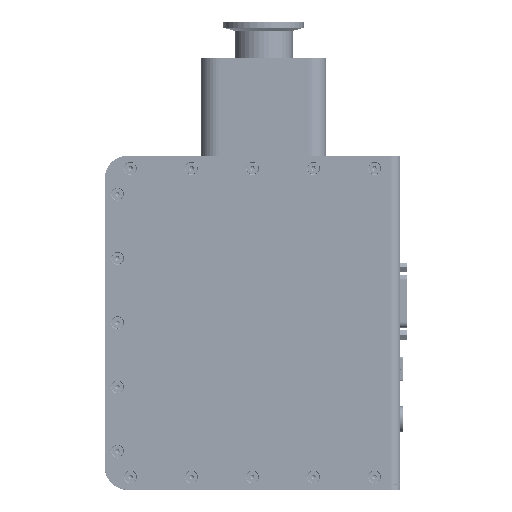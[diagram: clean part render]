
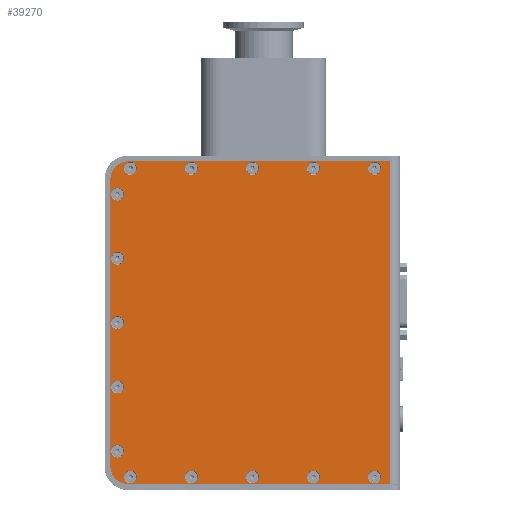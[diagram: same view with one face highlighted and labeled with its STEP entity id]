
A CAD part, top view. The second image highlights one B-rep face of the part: STEP entity #39270.
In plain terms, the highlighted planar face has unit normal (0, 0, 1).
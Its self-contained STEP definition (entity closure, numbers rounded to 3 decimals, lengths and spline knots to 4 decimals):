
#24229=LINE('',#127966,#27397);
#24230=LINE('',#127971,#27398);
#24231=LINE('',#127975,#27399);
#24232=LINE('',#127977,#27400);
#27397=VECTOR('',#94068,1.);
#27398=VECTOR('',#94071,1.);
#27399=VECTOR('',#94074,1.);
#27400=VECTOR('',#94075,1.);
#32781=FACE_BOUND('',#47755,.T.);
#32782=FACE_BOUND('',#47756,.T.);
#32783=FACE_BOUND('',#47757,.T.);
#32784=FACE_BOUND('',#47758,.T.);
#32785=FACE_BOUND('',#47759,.T.);
#32786=FACE_BOUND('',#47760,.T.);
#32787=FACE_BOUND('',#47761,.T.);
#32788=FACE_BOUND('',#47762,.T.);
#32789=FACE_BOUND('',#47763,.T.);
#32790=FACE_BOUND('',#47764,.T.);
#32791=FACE_BOUND('',#47765,.T.);
#32792=FACE_BOUND('',#47766,.T.);
#32793=FACE_BOUND('',#47767,.T.);
#32794=FACE_BOUND('',#47768,.T.);
#32795=FACE_BOUND('',#47769,.T.);
#32796=FACE_BOUND('',#47770,.T.);
#39270=ADVANCED_FACE('',(#32781,#32782,#32783,#32784,#32785,#32786,#32787,
#32788,#32789,#32790,#32791,#32792,#32793,#32794,#32795,#32796),#42588,
 .T.);
#42588=PLANE('',#85003);
#47755=EDGE_LOOP('',(#58095));
#47756=EDGE_LOOP('',(#58096));
#47757=EDGE_LOOP('',(#58097));
#47758=EDGE_LOOP('',(#58098));
#47759=EDGE_LOOP('',(#58099));
#47760=EDGE_LOOP('',(#58100));
#47761=EDGE_LOOP('',(#58101));
#47762=EDGE_LOOP('',(#58102));
#47763=EDGE_LOOP('',(#58103));
#47764=EDGE_LOOP('',(#58104));
#47765=EDGE_LOOP('',(#58105));
#47766=EDGE_LOOP('',(#58106));
#47767=EDGE_LOOP('',(#58107));
#47768=EDGE_LOOP('',(#58108));
#47769=EDGE_LOOP('',(#58109));
#47770=EDGE_LOOP('',(#58110,#58111,#58112,#58113,#58114,#58115));
#53044=CIRCLE('',#84986,0.124);
#53045=CIRCLE('',#84987,0.124);
#53046=CIRCLE('',#84988,0.124);
#53047=CIRCLE('',#84989,0.124);
#53048=CIRCLE('',#84990,0.124);
#53049=CIRCLE('',#84991,0.124);
#53050=CIRCLE('',#84992,0.124);
#53051=CIRCLE('',#84993,0.124);
#53052=CIRCLE('',#84994,0.124);
#53053=CIRCLE('',#84995,0.124);
#53054=CIRCLE('',#84996,0.124);
#53055=CIRCLE('',#84997,0.124);
#53056=CIRCLE('',#84998,0.124);
#53057=CIRCLE('',#84999,0.124);
#53058=CIRCLE('',#85000,0.124);
#53059=CIRCLE('',#85001,0.35);
#53060=CIRCLE('',#85002,0.35);
#58095=ORIENTED_EDGE('',*,*,#77045,.T.);
#58096=ORIENTED_EDGE('',*,*,#77046,.T.);
#58097=ORIENTED_EDGE('',*,*,#77047,.T.);
#58098=ORIENTED_EDGE('',*,*,#77048,.T.);
#58099=ORIENTED_EDGE('',*,*,#77049,.T.);
#58100=ORIENTED_EDGE('',*,*,#77050,.T.);
#58101=ORIENTED_EDGE('',*,*,#77051,.T.);
#58102=ORIENTED_EDGE('',*,*,#77052,.T.);
#58103=ORIENTED_EDGE('',*,*,#77053,.T.);
#58104=ORIENTED_EDGE('',*,*,#77054,.T.);
#58105=ORIENTED_EDGE('',*,*,#77055,.T.);
#58106=ORIENTED_EDGE('',*,*,#77056,.T.);
#58107=ORIENTED_EDGE('',*,*,#77057,.T.);
#58108=ORIENTED_EDGE('',*,*,#77058,.T.);
#58109=ORIENTED_EDGE('',*,*,#77059,.T.);
#58110=ORIENTED_EDGE('',*,*,#77060,.F.);
#58111=ORIENTED_EDGE('',*,*,#77061,.T.);
#58112=ORIENTED_EDGE('',*,*,#77062,.F.);
#58113=ORIENTED_EDGE('',*,*,#77063,.T.);
#58114=ORIENTED_EDGE('',*,*,#77064,.F.);
#58115=ORIENTED_EDGE('',*,*,#77065,.T.);
#71244=VERTEX_POINT('',#127937);
#71245=VERTEX_POINT('',#127939);
#71246=VERTEX_POINT('',#127941);
#71247=VERTEX_POINT('',#127943);
#71248=VERTEX_POINT('',#127945);
#71249=VERTEX_POINT('',#127947);
#71250=VERTEX_POINT('',#127949);
#71251=VERTEX_POINT('',#127951);
#71252=VERTEX_POINT('',#127953);
#71253=VERTEX_POINT('',#127955);
#71254=VERTEX_POINT('',#127957);
#71255=VERTEX_POINT('',#127959);
#71256=VERTEX_POINT('',#127961);
#71257=VERTEX_POINT('',#127963);
#71258=VERTEX_POINT('',#127965);
#71259=VERTEX_POINT('',#127967);
#71260=VERTEX_POINT('',#127968);
#71261=VERTEX_POINT('',#127970);
#71262=VERTEX_POINT('',#127972);
#71263=VERTEX_POINT('',#127974);
#71264=VERTEX_POINT('',#127976);
#77045=EDGE_CURVE('',#71244,#71244,#53044,.T.);
#77046=EDGE_CURVE('',#71245,#71245,#53045,.T.);
#77047=EDGE_CURVE('',#71246,#71246,#53046,.T.);
#77048=EDGE_CURVE('',#71247,#71247,#53047,.T.);
#77049=EDGE_CURVE('',#71248,#71248,#53048,.T.);
#77050=EDGE_CURVE('',#71249,#71249,#53049,.T.);
#77051=EDGE_CURVE('',#71250,#71250,#53050,.T.);
#77052=EDGE_CURVE('',#71251,#71251,#53051,.T.);
#77053=EDGE_CURVE('',#71252,#71252,#53052,.T.);
#77054=EDGE_CURVE('',#71253,#71253,#53053,.T.);
#77055=EDGE_CURVE('',#71254,#71254,#53054,.T.);
#77056=EDGE_CURVE('',#71255,#71255,#53055,.T.);
#77057=EDGE_CURVE('',#71256,#71256,#53056,.T.);
#77058=EDGE_CURVE('',#71257,#71257,#53057,.T.);
#77059=EDGE_CURVE('',#71258,#71258,#53058,.T.);
#77060=EDGE_CURVE('',#71259,#71260,#24229,.T.);
#77061=EDGE_CURVE('',#71259,#71261,#53059,.T.);
#77062=EDGE_CURVE('',#71262,#71261,#24230,.T.);
#77063=EDGE_CURVE('',#71262,#71263,#53060,.T.);
#77064=EDGE_CURVE('',#71264,#71263,#24231,.T.);
#77065=EDGE_CURVE('',#71264,#71260,#24232,.T.);
#84986=AXIS2_PLACEMENT_3D('',#127936,#94038,#94039);
#84987=AXIS2_PLACEMENT_3D('',#127938,#94040,#94041);
#84988=AXIS2_PLACEMENT_3D('',#127940,#94042,#94043);
#84989=AXIS2_PLACEMENT_3D('',#127942,#94044,#94045);
#84990=AXIS2_PLACEMENT_3D('',#127944,#94046,#94047);
#84991=AXIS2_PLACEMENT_3D('',#127946,#94048,#94049);
#84992=AXIS2_PLACEMENT_3D('',#127948,#94050,#94051);
#84993=AXIS2_PLACEMENT_3D('',#127950,#94052,#94053);
#84994=AXIS2_PLACEMENT_3D('',#127952,#94054,#94055);
#84995=AXIS2_PLACEMENT_3D('',#127954,#94056,#94057);
#84996=AXIS2_PLACEMENT_3D('',#127956,#94058,#94059);
#84997=AXIS2_PLACEMENT_3D('',#127958,#94060,#94061);
#84998=AXIS2_PLACEMENT_3D('',#127960,#94062,#94063);
#84999=AXIS2_PLACEMENT_3D('',#127962,#94064,#94065);
#85000=AXIS2_PLACEMENT_3D('',#127964,#94066,#94067);
#85001=AXIS2_PLACEMENT_3D('',#127969,#94069,#94070);
#85002=AXIS2_PLACEMENT_3D('',#127973,#94072,#94073);
#85003=AXIS2_PLACEMENT_3D('',#127978,#94076,#94077);
#94038=DIRECTION('',(0.,0.,-1.));
#94039=DIRECTION('',(-1.,0.,0.));
#94040=DIRECTION('',(0.,0.,-1.));
#94041=DIRECTION('',(-1.,0.,0.));
#94042=DIRECTION('',(0.,0.,-1.));
#94043=DIRECTION('',(-1.,0.,0.));
#94044=DIRECTION('',(0.,0.,-1.));
#94045=DIRECTION('',(-1.,0.,0.));
#94046=DIRECTION('',(0.,0.,-1.));
#94047=DIRECTION('',(-1.,0.,0.));
#94048=DIRECTION('',(0.,0.,-1.));
#94049=DIRECTION('',(-1.,0.,0.));
#94050=DIRECTION('',(0.,0.,-1.));
#94051=DIRECTION('',(-1.,0.,0.));
#94052=DIRECTION('',(0.,0.,-1.));
#94053=DIRECTION('',(-1.,0.,0.));
#94054=DIRECTION('',(0.,0.,-1.));
#94055=DIRECTION('',(-1.,0.,0.));
#94056=DIRECTION('',(0.,0.,-1.));
#94057=DIRECTION('',(-1.,0.,0.));
#94058=DIRECTION('',(0.,0.,-1.));
#94059=DIRECTION('',(-1.,0.,0.));
#94060=DIRECTION('',(0.,0.,-1.));
#94061=DIRECTION('',(-1.,0.,0.));
#94062=DIRECTION('',(0.,0.,-1.));
#94063=DIRECTION('',(-1.,0.,0.));
#94064=DIRECTION('',(0.,0.,-1.));
#94065=DIRECTION('',(-1.,0.,0.));
#94066=DIRECTION('',(0.,0.,-1.));
#94067=DIRECTION('',(-1.,0.,0.));
#94068=DIRECTION('',(1.,0.,0.));
#94069=DIRECTION('',(0.,0.,1.));
#94070=DIRECTION('',(1.,0.,0.));
#94071=DIRECTION('',(0.,1.,0.));
#94072=DIRECTION('',(0.,0.,1.));
#94073=DIRECTION('',(1.,0.,0.));
#94074=DIRECTION('',(-1.,0.,0.));
#94075=DIRECTION('',(0.,1.,0.));
#94076=DIRECTION('',(0.,0.,1.));
#94077=DIRECTION('',(-1.,0.,0.));
#127936=CARTESIAN_POINT('',(0.25,5.75,3.425));
#127937=CARTESIAN_POINT('',(0.126,5.75,3.425));
#127938=CARTESIAN_POINT('',(0.25,4.5,3.425));
#127939=CARTESIAN_POINT('',(0.126,4.5,3.425));
#127940=CARTESIAN_POINT('',(0.25,3.25,3.425));
#127941=CARTESIAN_POINT('',(0.126,3.25,3.425));
#127942=CARTESIAN_POINT('',(0.25,2.,3.425));
#127943=CARTESIAN_POINT('',(0.126,2.,3.425));
#127944=CARTESIAN_POINT('',(0.25,0.75,3.425));
#127945=CARTESIAN_POINT('',(0.126,0.75,3.425));
#127946=CARTESIAN_POINT('',(5.25,6.25,3.425));
#127947=CARTESIAN_POINT('',(5.126,6.25,3.425));
#127948=CARTESIAN_POINT('',(5.25,0.25,3.425));
#127949=CARTESIAN_POINT('',(5.126,0.25,3.425));
#127950=CARTESIAN_POINT('',(4.0625,6.25,3.425));
#127951=CARTESIAN_POINT('',(3.9385,6.25,3.425));
#127952=CARTESIAN_POINT('',(4.0625,0.25,3.425));
#127953=CARTESIAN_POINT('',(3.9385,0.25,3.425));
#127954=CARTESIAN_POINT('',(2.875,6.25,3.425));
#127955=CARTESIAN_POINT('',(2.751,6.25,3.425));
#127956=CARTESIAN_POINT('',(2.875,0.25,3.425));
#127957=CARTESIAN_POINT('',(2.751,0.25,3.425));
#127958=CARTESIAN_POINT('',(1.6875,6.25,3.425));
#127959=CARTESIAN_POINT('',(1.5635,6.25,3.425));
#127960=CARTESIAN_POINT('',(1.6875,0.25,3.425));
#127961=CARTESIAN_POINT('',(1.5635,0.25,3.425));
#127962=CARTESIAN_POINT('',(0.5,6.25,3.425));
#127963=CARTESIAN_POINT('',(0.376,6.25,3.425));
#127964=CARTESIAN_POINT('',(0.5,0.25,3.425));
#127965=CARTESIAN_POINT('',(0.376,0.25,3.425));
#127966=CARTESIAN_POINT('',(2.93,6.39,3.425));
#127967=CARTESIAN_POINT('',(0.46,6.39,3.425));
#127968=CARTESIAN_POINT('',(5.55,6.39,3.425));
#127969=CARTESIAN_POINT('',(0.46,6.04,3.425));
#127970=CARTESIAN_POINT('',(0.11,6.04,3.425));
#127971=CARTESIAN_POINT('',(0.11,3.25,3.425));
#127972=CARTESIAN_POINT('',(0.11,0.46,3.425));
#127973=CARTESIAN_POINT('',(0.46,0.46,3.425));
#127974=CARTESIAN_POINT('',(0.46,0.11,3.425));
#127975=CARTESIAN_POINT('',(2.93,0.11,3.425));
#127976=CARTESIAN_POINT('',(5.55,0.11,3.425));
#127977=CARTESIAN_POINT('',(5.55,3.25,3.425));
#127978=CARTESIAN_POINT('',(2.93,3.25,3.425));
